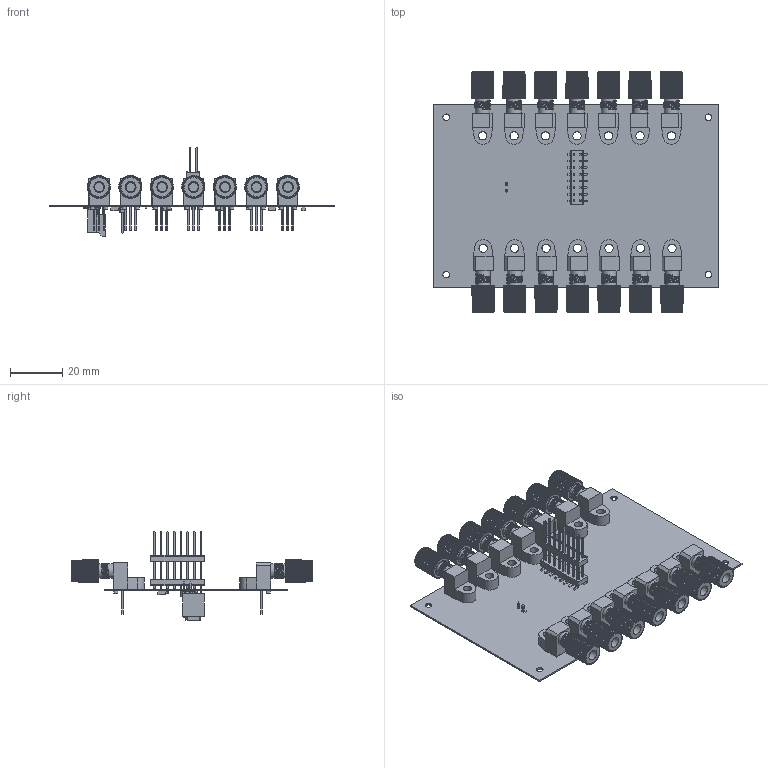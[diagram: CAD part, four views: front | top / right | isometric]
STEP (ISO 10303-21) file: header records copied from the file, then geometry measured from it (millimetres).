
FILE_DESCRIPTION(('Open CASCADE Model'),'2;1');
FILE_NAME('Open CASCADE Shape Model','2021-04-06T23:19:41',('Author'),( 'Open CASCADE'),'Open CASCADE STEP processor 6.8','Open CASCADE 6.8' ,'Unknown');
FILE_SCHEMA(('AUTOMOTIVE_DESIGN { 1 0 10303 214 1 1 1 1 }'));
Length unit declared in the file: millimetre
Products named in the file (57): PCB; Board; Open CASCADE STEP translator 6.8 1.1.1; 220pF; 6113943920; Extruded; 6078772272; 22uF; 6113943840; 6113945440; 22nF; Cap_Murata_GRM3195C1H273JA01D_eec; body; side; Murata; J9; HW-08-11-F-D-511-SM; __PHW-08-11-F-D-511-SM; __BBHW-08-11-F-D-511-SM; __TBHW-08-11-F-D-511-SM; 2.2uF; Cap_KEMET_C0805C472J3HAC_eec; L4; 6078775872; L3; L2; L1; J8; PRPC001DFAN-RC; Dual_TH_with_end_bump_format; P1; 1054311102; Open CASCADE STEP translator 6.8 1.12.1.1; Open CASCADE STEP translator 6.8 1.12.1.2; 5940461072; J16; Detector; J15; J14; J13 ...
Assembly tree (75 placements, depth 4):
  PCB
    Board
      Open CASCADE STEP translator 6.8 1.1.1
    220pF
      6113943920  x2
        Extruded
      6078772272
        Extruded
    22uF
      6113943840
        Extruded
      6113945440  x2
        Extruded
    22nF
      Cap_Murata_GRM3195C1H273JA01D_eec
        body
        side  x2
        Murata
    J9
      HW-08-11-F-D-511-SM
        __PHW-08-11-F-D-511-SM
        __BBHW-08-11-F-D-511-SM
        __TBHW-08-11-F-D-511-SM
    2.2uF
      Cap_KEMET_C0805C472J3HAC_eec
      Cap_KEMET_C0805C472J3HAC_eec
      Cap_KEMET_C0805C472J3HAC_eec
    L4
      6078775872
        Extruded
    L3
      6078775872
        Extruded
    L2
      6078775872
        Extruded
    L1
      6078775872
        Extruded
    J8
      PRPC001DFAN-RC
        Dual_TH_with_end_bump_format
    P1
      1054311102
        Open CASCADE STEP translator 6.8 1.12.1.1
        Open CASCADE STEP translator 6.8 1.12.1.2
      5940461072
        Extruded
    J16
      Detector
    J15
      Detector
    J14
      Detector
    J13
      Detector
    J12
      Detector
    J11
      Detector
Bounding box: 109 x 91.88 x 33.78 mm (x, y, z)
Volume: 21710.2 mm3; surface area: 37890.2 mm2
Topology: 45 solids, 45 shells, 4700 faces, 13694 edges, 9960 vertices
Faces by surface type: plane 3149, cone 868, cylinder 368, bspline 277, sphere 24, torus 14
Full cylindrical faces by diameter (mm): 1 x2, 1.575 x28, 2 x28, 2.5 x4, 3.15 x14, 3.175 x14, 3.556 x14, 3.607 x14, 4.115 x14, 5.461 x56, 6.223 x14
Entity records: 64225 total; most frequent: CARTESIAN_POINT 17851, ORIENTED_EDGE 8722, DIRECTION 7130, EDGE_CURVE 4361, LINE 3132, VECTOR 3132, VERTEX_POINT 2833, AXIS2_PLACEMENT_3D 1999
